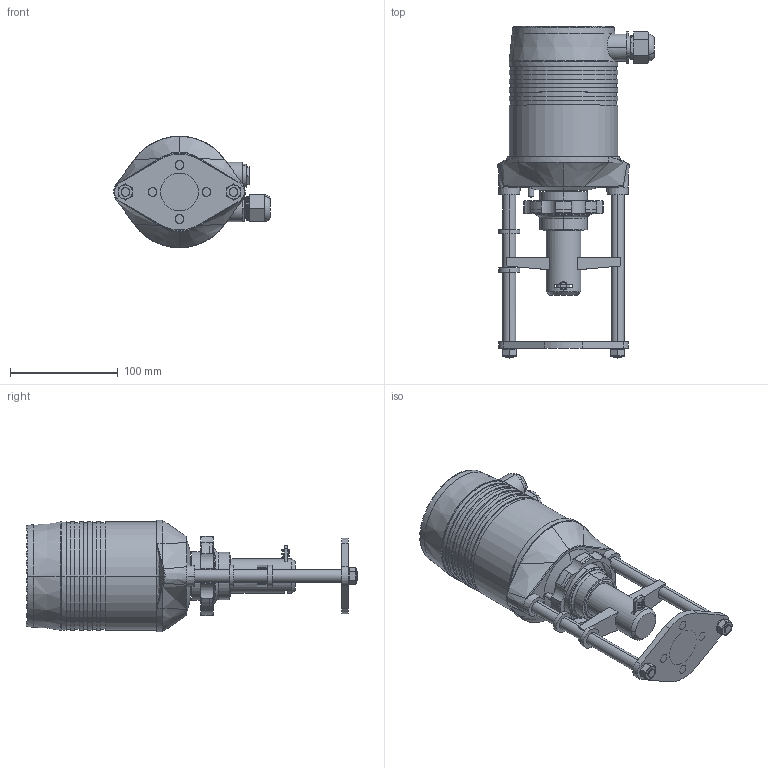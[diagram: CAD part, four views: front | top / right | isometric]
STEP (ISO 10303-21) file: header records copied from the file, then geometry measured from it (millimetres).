
FILE_DESCRIPTION (( 'STEP AP203' ), '1' );
FILE_NAME ('MC_100_DEF.STEP', '2012-02-14T09:22:40', ( 'test' ), ( '' ), 'SwSTEP 2.0', 'SolidWorks 2011', '' );
FILE_SCHEMA (( 'CONFIG_CONTROL_DESIGN' ));
Length unit declared in the file: millimetre
Products named in the file (1): MC_100_DEF
Bounding box: 145.31 x 307.66 x 103.51 mm (x, y, z)
Volume: 1337343.3 mm3; surface area: 144875.5 mm2
Topology: 1 solids, 1 shells, 688 faces, 1644 edges, 1002 vertices
Faces by surface type: plane 224, cylinder 204, cone 102, torus 72, bspline 70, sphere 16
Entity records: 29145 total; most frequent: CARTESIAN_POINT 13544, ORIENTED_EDGE 3268, DIRECTION 3250, EDGE_CURVE 1634, AXIS2_PLACEMENT_3D 1337, VERTEX_POINT 1001, EDGE_LOOP 765, CIRCLE 718
